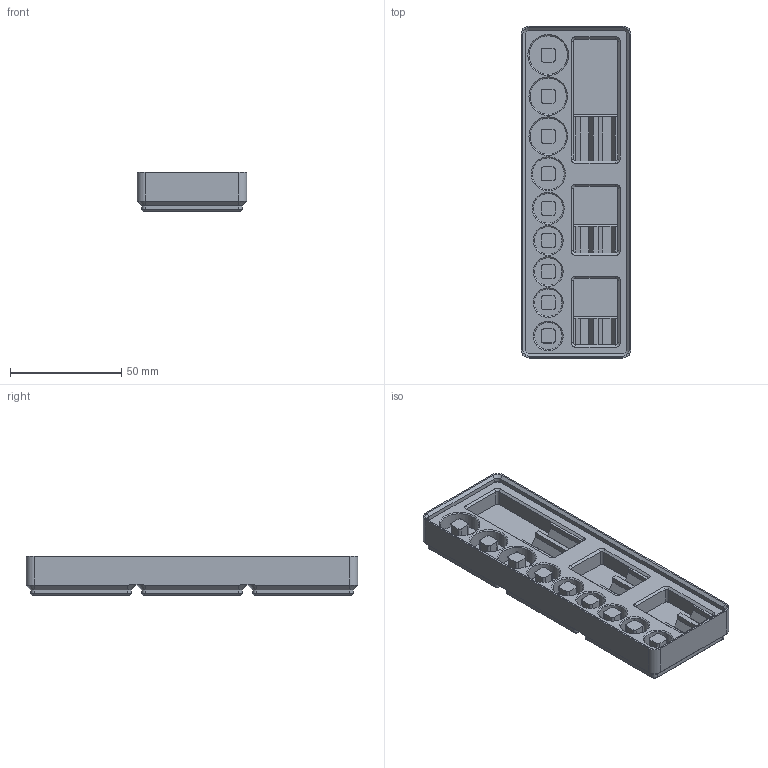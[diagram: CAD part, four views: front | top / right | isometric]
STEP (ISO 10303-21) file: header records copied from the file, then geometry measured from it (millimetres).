
FILE_DESCRIPTION(/* description */ (''),/* implementation_level */ '2;1');
FILE_NAME(/* name */ 'Socket Tray.step',/* time_stamp */ '2025-05-09T01:18:07-04:00',/* author */ (''),/* organization */ (''),/* preprocessor_version */ 'ST-DEVELOPER v20.1',/* originating_system */ 'Autodesk Translation Framework v14.4.0.0',/* authorisation */ '');
FILE_SCHEMA (('AUTOMOTIVE_DESIGN { 1 0 10303 214 3 1 1 }'));
Length unit declared in the file: millimetre
Products named in the file (2): Socket Holder; Gridfinity bin 3x1x2
Assembly tree (1 placements, depth 2):
  Socket Holder
    Gridfinity bin 3x1x2
Bounding box: 49.5 x 149.5 x 17.8 mm (x, y, z)
Volume: 77431.2 mm3; surface area: 29956.3 mm2
Topology: 1 solids, 1 shells, 314 faces, 751 edges, 461 vertices
Faces by surface type: plane 187, cylinder 74, cone 53
Full cylindrical faces by diameter (mm): 12.4 x4, 13.4 x1, 14.4 x1, 16.4 x2, 17.4 x1
Entity records: 8991 total; most frequent: DIRECTION 1580, CARTESIAN_POINT 1545, ORIENTED_EDGE 1502, EDGE_CURVE 751, LINE 540, VECTOR 540, AXIS2_PLACEMENT_3D 520, VERTEX_POINT 461
